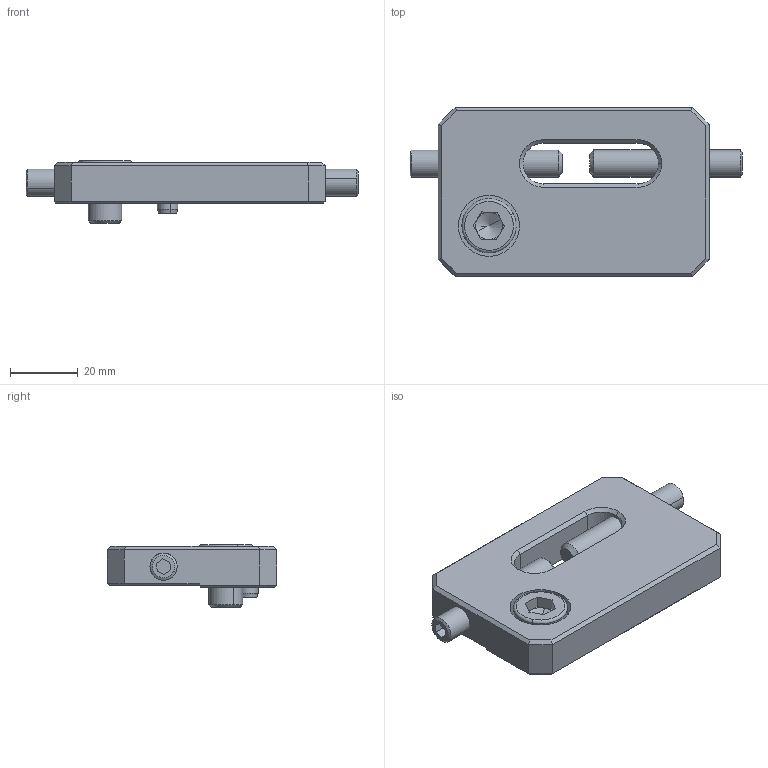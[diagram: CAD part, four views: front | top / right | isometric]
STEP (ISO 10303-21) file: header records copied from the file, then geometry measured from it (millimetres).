
FILE_DESCRIPTION (( 'STEP AP214' ), '1' );
FILE_NAME ('Z00.560.080.012.STEP', '2024-08-19T11:48:36', ( '' ), ( '' ), 'SwSTEP 2.0', 'SolidWorks 2022', '' );
FILE_SCHEMA (( 'AUTOMOTIVE_DESIGN' ));
Length unit declared in the file: millimetre
Products named in the file (6): ISO 4026 - M8 x 45; ISO 4766 - M6x12_ISO 4766 - M6 x 10; DIN 6912 - M10 x 12; VK1-ER7.001.012_B; Z00.560.080.012; ISO 8734 - 6 x 12
Assembly tree (8 placements, depth 2):
  Z00.560.080.012
    VK1-ER7.001.012_B
    ISO 8734 - 6 x 12  x2
    ISO 4026 - M8 x 45  x2
    DIN 6912 - M10 x 12
    ISO 4766 - M6x12_ISO 4766 - M6 x 10  x2
Bounding box: 98 x 50 x 18.5 mm (x, y, z)
Volume: 43949.9 mm3; surface area: 17338.9 mm2
Topology: 8 solids, 8 shells, 168 faces, 374 edges, 222 vertices
Faces by surface type: plane 86, cone 43, cylinder 35, torus 4
Entity records: 4263 total; most frequent: CARTESIAN_POINT 878, DIRECTION 663, ORIENTED_EDGE 588, EDGE_CURVE 294, AXIS2_PLACEMENT_3D 237, LINE 189, VECTOR 189, VERTEX_POINT 176
